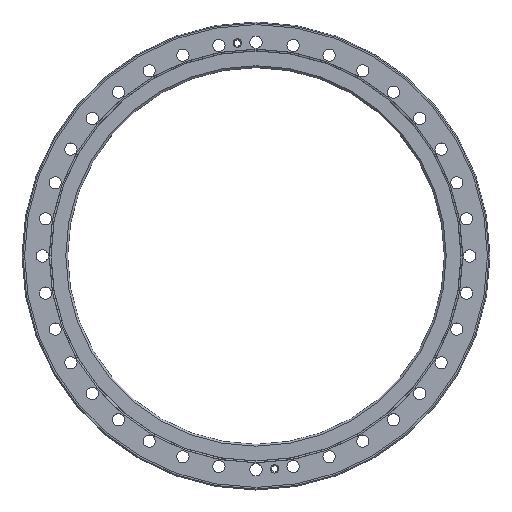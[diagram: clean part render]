
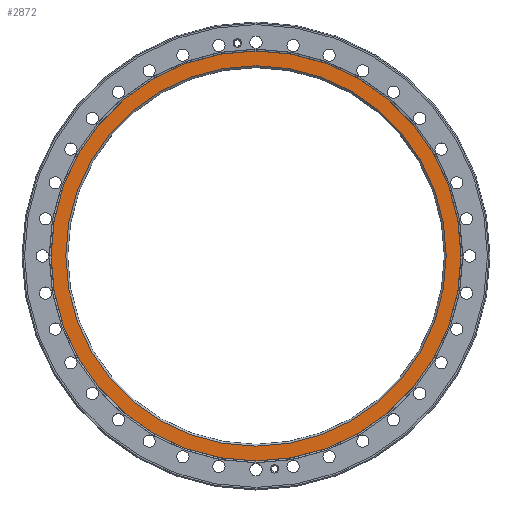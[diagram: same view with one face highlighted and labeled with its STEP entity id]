
A CAD part, top view. The second image highlights one B-rep face of the part: STEP entity #2872.
In plain terms, the highlighted planar face has unit normal (0, 0, 1).
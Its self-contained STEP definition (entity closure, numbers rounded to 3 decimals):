
#62 = ORIENTED_EDGE ( 'NONE', *, *, #397, .F. ) ;
#109 = DIRECTION ( 'NONE',  ( 1., 0., 0. ) ) ;
#357 = ORIENTED_EDGE ( 'NONE', *, *, #2362, .F. ) ;
#397 = EDGE_CURVE ( 'NONE', #436, #1609, #1174, .T. ) ;
#436 = VERTEX_POINT ( 'NONE', #1314 ) ;
#474 = EDGE_CURVE ( 'NONE', #2467, #2447, #619, .T. ) ;
#538 = DIRECTION ( 'NONE',  ( -1., 0., 0. ) ) ;
#619 = CIRCLE ( 'NONE', #1821, 217.666 ) ;
#657 = DIRECTION ( 'NONE',  ( 0., 0., 1. ) ) ;
#733 = EDGE_LOOP ( 'NONE', ( #1205, #3204 ) ) ;
#824 = AXIS2_PLACEMENT_3D ( 'NONE', #2103, #2421, #538 ) ;
#834 = CARTESIAN_POINT ( 'NONE',  ( 217.666, 0., 0. ) ) ;
#839 = PLANE ( 'NONE',  #824 ) ;
#1053 = AXIS2_PLACEMENT_3D ( 'NONE', #3655, #1753, #3966 ) ;
#1174 = CIRCLE ( 'NONE', #1892, 202. ) ;
#1205 = ORIENTED_EDGE ( 'NONE', *, *, #474, .T. ) ;
#1314 = CARTESIAN_POINT ( 'NONE',  ( 202., 0., 0. ) ) ;
#1361 = EDGE_CURVE ( 'NONE', #2447, #2467, #2995, .T. ) ;
#1609 = VERTEX_POINT ( 'NONE', #3639 ) ;
#1630 = DIRECTION ( 'NONE',  ( 0., 0., 1. ) ) ;
#1700 = CIRCLE ( 'NONE', #1053, 202. ) ;
#1753 = DIRECTION ( 'NONE',  ( 0., 0., 1. ) ) ;
#1821 = AXIS2_PLACEMENT_3D ( 'NONE', #3892, #1997, #109 ) ;
#1892 = AXIS2_PLACEMENT_3D ( 'NONE', #2549, #657, #2868 ) ;
#1997 = DIRECTION ( 'NONE',  ( 0., 0., 1. ) ) ;
#2103 = CARTESIAN_POINT ( 'NONE',  ( 0., 202., 0. ) ) ;
#2362 = EDGE_CURVE ( 'NONE', #1609, #436, #1700, .T. ) ;
#2397 = EDGE_LOOP ( 'NONE', ( #62, #357 ) ) ;
#2421 = DIRECTION ( 'NONE',  ( 0., 0., -1. ) ) ;
#2431 = FACE_OUTER_BOUND ( 'NONE', #733, .T. ) ;
#2447 = VERTEX_POINT ( 'NONE', #834 ) ;
#2467 = VERTEX_POINT ( 'NONE', #3708 ) ;
#2549 = CARTESIAN_POINT ( 'NONE',  ( 0., 0., 0. ) ) ;
#2868 = DIRECTION ( 'NONE',  ( 1., 0., 0. ) ) ;
#2872 = ADVANCED_FACE ( 'NONE', ( #3822, #2431 ), #839, .F. ) ;
#2995 = CIRCLE ( 'NONE', #3153, 217.666 ) ;
#3153 = AXIS2_PLACEMENT_3D ( 'NONE', #3520, #1630, #3844 ) ;
#3204 = ORIENTED_EDGE ( 'NONE', *, *, #1361, .T. ) ;
#3520 = CARTESIAN_POINT ( 'NONE',  ( 0., 0., 0. ) ) ;
#3639 = CARTESIAN_POINT ( 'NONE',  ( -202., 0., 0. ) ) ;
#3655 = CARTESIAN_POINT ( 'NONE',  ( 0., 0., 0. ) ) ;
#3708 = CARTESIAN_POINT ( 'NONE',  ( -217.666, 0., 0. ) ) ;
#3822 = FACE_BOUND ( 'NONE', #2397, .T. ) ;
#3844 = DIRECTION ( 'NONE',  ( 1., 0., 0. ) ) ;
#3892 = CARTESIAN_POINT ( 'NONE',  ( 0., 0., 0. ) ) ;
#3966 = DIRECTION ( 'NONE',  ( 1., 0., 0. ) ) ;
